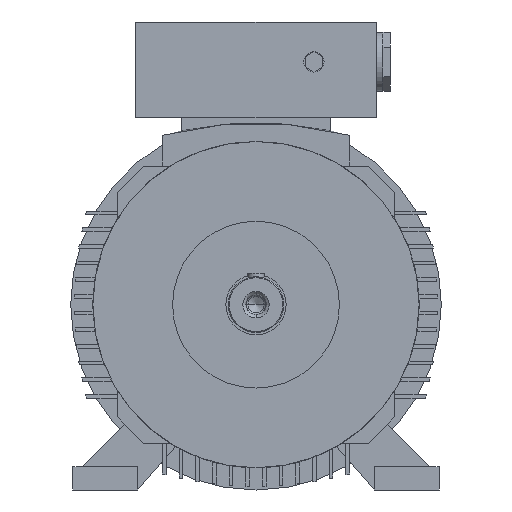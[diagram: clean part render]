
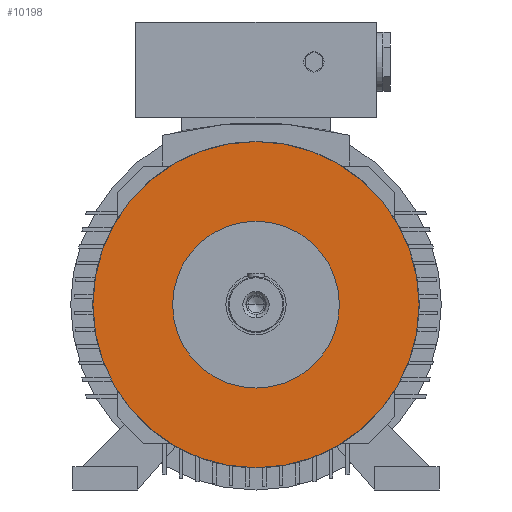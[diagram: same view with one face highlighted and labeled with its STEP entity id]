
A CAD part, front view. The second image highlights one B-rep face of the part: STEP entity #10198.
In plain terms, the highlighted planar face has unit normal (0, -1, 0).
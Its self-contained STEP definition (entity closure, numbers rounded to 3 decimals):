
#640 = EDGE_LOOP ( 'NONE', ( #9790, #9791 ) ) ;
#648 = EDGE_LOOP ( 'NONE', ( #9792, #9793 ) ) ;
#682 = CARTESIAN_POINT ( 'NONE',  ( 0., 36.5, 90. ) ) ;
#688 = CARTESIAN_POINT ( 'NONE',  ( 0., 36.5, -90. ) ) ;
#781 = CARTESIAN_POINT ( 'NONE',  ( 0., 36.5, -176. ) ) ;
#784 = CARTESIAN_POINT ( 'NONE',  ( 0., 36.5, 176. ) ) ;
#1584 = VERTEX_POINT ( 'NONE', #784 ) ;
#1585 = VERTEX_POINT ( 'NONE', #781 ) ;
#1656 = VERTEX_POINT ( 'NONE', #688 ) ;
#1661 = VERTEX_POINT ( 'NONE', #682 ) ;
#2023 = FACE_OUTER_BOUND ( 'NONE', #640, .T. ) ;
#2027 = FACE_BOUND ( 'NONE', #648, .T. ) ;
#2593 = CIRCLE ( 'NONE', #8643, 176. ) ;
#4138 = DIRECTION ( 'NONE',  ( 0., 0., -1. ) ) ;
#4140 = DIRECTION ( 'NONE',  ( 0., -1., 0. ) ) ;
#4146 = CARTESIAN_POINT ( 'NONE',  ( 133., 36.5, 0. ) ) ;
#4147 = PLANE ( 'NONE',  #6847 ) ;
#5068 = DIRECTION ( 'NONE',  ( 0., 0., 1. ) ) ;
#5069 = DIRECTION ( 'NONE',  ( 0., 1., 0. ) ) ;
#5083 = CARTESIAN_POINT ( 'NONE',  ( 0., 36.5, 0. ) ) ;
#5160 = DIRECTION ( 'NONE',  ( 0., 0., 1. ) ) ;
#5161 = DIRECTION ( 'NONE',  ( 0., 1., 0. ) ) ;
#5177 = CARTESIAN_POINT ( 'NONE',  ( 0., 36.5, 0. ) ) ;
#6109 = CIRCLE ( 'NONE', #8706, 90. ) ;
#6847 = AXIS2_PLACEMENT_3D ( 'NONE', #4146, #4140, #4138 ) ;
#7531 = DIRECTION ( 'NONE',  ( 0., 0., 1. ) ) ;
#7532 = DIRECTION ( 'NONE',  ( 0., 1., 0. ) ) ;
#7534 = CARTESIAN_POINT ( 'NONE',  ( 0., 36.5, 0. ) ) ;
#8157 = DIRECTION ( 'NONE',  ( 0., 0., 1. ) ) ;
#8158 = DIRECTION ( 'NONE',  ( 0., 1., 0. ) ) ;
#8170 = CARTESIAN_POINT ( 'NONE',  ( 0., 36.5, 0. ) ) ;
#8401 = EDGE_CURVE ( 'NONE', #1661, #1656, #12187, .T. ) ;
#8429 = EDGE_CURVE ( 'NONE', #1584, #1585, #12229, .T. ) ;
#8581 = AXIS2_PLACEMENT_3D ( 'NONE', #5177, #5161, #5160 ) ;
#8598 = AXIS2_PLACEMENT_3D ( 'NONE', #5083, #5069, #5068 ) ;
#8643 = AXIS2_PLACEMENT_3D ( 'NONE', #8170, #8158, #8157 ) ;
#8706 = AXIS2_PLACEMENT_3D ( 'NONE', #7534, #7532, #7531 ) ;
#8889 = EDGE_CURVE ( 'NONE', #1585, #1584, #2593, .T. ) ;
#9136 = EDGE_CURVE ( 'NONE', #1656, #1661, #6109, .T. ) ;
#9790 = ORIENTED_EDGE ( 'NONE', *, *, #8429, .F. ) ;
#9791 = ORIENTED_EDGE ( 'NONE', *, *, #8889, .F. ) ;
#9792 = ORIENTED_EDGE ( 'NONE', *, *, #8401, .T. ) ;
#9793 = ORIENTED_EDGE ( 'NONE', *, *, #9136, .T. ) ;
#10198 = ADVANCED_FACE ( 'NONE', ( #2023, #2027 ), #4147, .T. ) ;
#12187 = CIRCLE ( 'NONE', #8581, 90. ) ;
#12229 = CIRCLE ( 'NONE', #8598, 176. ) ;
